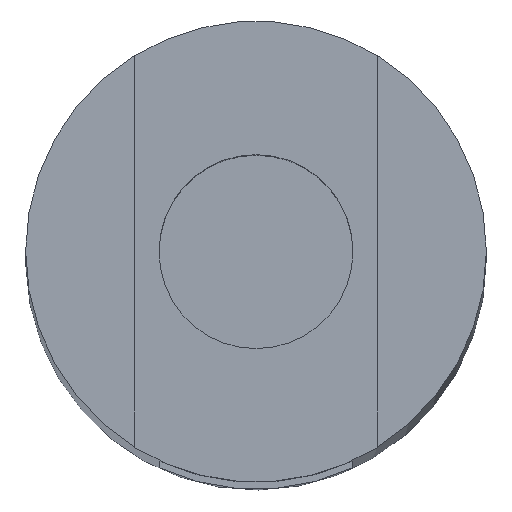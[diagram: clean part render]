
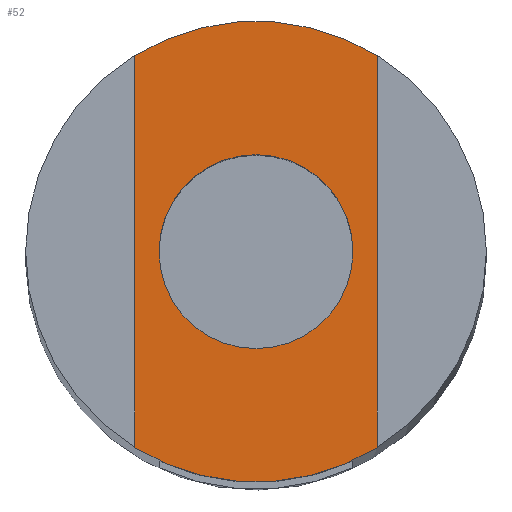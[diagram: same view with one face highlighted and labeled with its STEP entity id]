
A CAD part, top view. The second image highlights one B-rep face of the part: STEP entity #52.
In plain terms, the highlighted planar face has unit normal (0, 0, 1).
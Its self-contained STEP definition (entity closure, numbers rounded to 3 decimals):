
#39=FACE_BOUND('',#91,.T.);
#40=FACE_BOUND('',#92,.T.);
#52=ADVANCED_FACE('',(#39,#40),#65,.T.);
#65=PLANE('',#261);
#91=EDGE_LOOP('',(#145));
#92=EDGE_LOOP('',(#146,#147,#148,#149));
#99=CIRCLE('',#246,4.75);
#101=CIRCLE('',#248,4.75);
#105=CIRCLE('',#260,2.);
#145=ORIENTED_EDGE('',*,*,#203,.F.);
#146=ORIENTED_EDGE('',*,*,#183,.T.);
#147=ORIENTED_EDGE('',*,*,#204,.F.);
#148=ORIENTED_EDGE('',*,*,#187,.T.);
#149=ORIENTED_EDGE('',*,*,#205,.F.);
#163=VERTEX_POINT('',#340);
#164=VERTEX_POINT('',#342);
#167=VERTEX_POINT('',#348);
#168=VERTEX_POINT('',#350);
#178=VERTEX_POINT('',#384);
#183=EDGE_CURVE('',#164,#163,#99,.T.);
#187=EDGE_CURVE('',#168,#167,#101,.T.);
#203=EDGE_CURVE('',#178,#178,#105,.T.);
#204=EDGE_CURVE('',#168,#163,#223,.T.);
#205=EDGE_CURVE('',#164,#167,#224,.T.);
#223=LINE('',#385,#241);
#224=LINE('',#386,#242);
#241=VECTOR('',#319,1.);
#242=VECTOR('',#320,1.);
#246=AXIS2_PLACEMENT_3D('',#341,#275,#276);
#248=AXIS2_PLACEMENT_3D('',#349,#281,#282);
#260=AXIS2_PLACEMENT_3D('',#383,#317,#318);
#261=AXIS2_PLACEMENT_3D('',#387,#321,#322);
#275=DIRECTION('',(0.,0.,1.));
#276=DIRECTION('',(1.,0.,0.));
#281=DIRECTION('',(0.,0.,1.));
#282=DIRECTION('',(1.,0.,0.));
#317=DIRECTION('',(0.,0.,1.));
#318=DIRECTION('',(1.,0.,0.));
#319=DIRECTION('',(0.,1.,0.));
#320=DIRECTION('',(0.,-1.,0.));
#321=DIRECTION('',(0.,0.,1.));
#322=DIRECTION('',(1.,0.,0.));
#340=CARTESIAN_POINT('',(-2.5,9.539,95.));
#341=CARTESIAN_POINT('',(0.,5.5,95.));
#342=CARTESIAN_POINT('',(2.5,9.539,95.));
#348=CARTESIAN_POINT('',(2.5,1.461,95.));
#349=CARTESIAN_POINT('',(0.,5.5,95.));
#350=CARTESIAN_POINT('',(-2.5,1.461,95.));
#383=CARTESIAN_POINT('',(0.,5.5,95.));
#384=CARTESIAN_POINT('',(2.,5.5,95.));
#385=CARTESIAN_POINT('',(-2.5,15.5,95.));
#386=CARTESIAN_POINT('',(2.5,-4.5,95.));
#387=CARTESIAN_POINT('',(0.,0.,95.));
